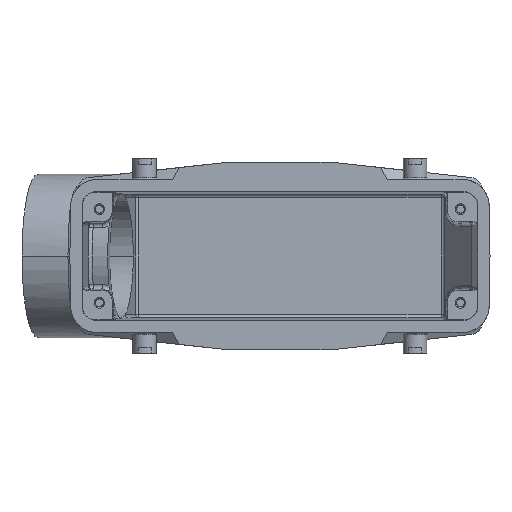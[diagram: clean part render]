
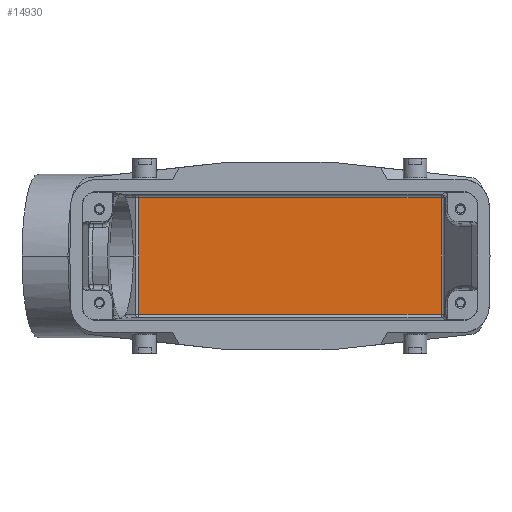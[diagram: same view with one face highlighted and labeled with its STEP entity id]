
A CAD part, front view. The second image highlights one B-rep face of the part: STEP entity #14930.
In plain terms, the highlighted planar face has unit normal (0, -1, 0).
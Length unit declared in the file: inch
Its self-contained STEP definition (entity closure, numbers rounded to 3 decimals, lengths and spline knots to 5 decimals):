
#5370=DIRECTION('',(0.,0.,-1.));
#5371=VECTOR('',#5370,1.31858);
#5372=CARTESIAN_POINT('',(-1.60187,2.51969,
0.65929));
#5373=LINE('',#5372,#5371);
#5397=DIRECTION('',(-1.,0.,0.));
#5398=VECTOR('',#5397,3.42864);
#5399=CARTESIAN_POINT('',(1.82677,2.51969,0.65929));
#5400=LINE('',#5399,#5398);
#5439=DIRECTION('',(0.,0.,1.));
#5440=VECTOR('',#5439,1.31858);
#5441=CARTESIAN_POINT('',(1.82677,2.51969,
-0.65929));
#5442=LINE('',#5441,#5440);
#5542=DIRECTION('',(1.,0.,0.));
#5543=VECTOR('',#5542,3.42864);
#5544=CARTESIAN_POINT('',(-1.60187,2.51969,
-0.65929));
#5545=LINE('',#5544,#5543);
#6716=CARTESIAN_POINT('',(-1.60187,2.51969,
0.65929));
#6717=VERTEX_POINT('',#6716);
#6718=CARTESIAN_POINT('',(-1.60187,2.51969,
-0.65929));
#6719=VERTEX_POINT('',#6718);
#6720=CARTESIAN_POINT('',(1.82677,2.51969,0.65929));
#6721=VERTEX_POINT('',#6720);
#6722=CARTESIAN_POINT('',(1.82677,2.51969,
-0.65929));
#6723=VERTEX_POINT('',#6722);
#14919=CARTESIAN_POINT('',(-1.95659,2.51969,
-0.84646));
#14920=DIRECTION('',(0.,-1.,0.));
#14921=DIRECTION('',(0.,0.,-1.));
#14922=AXIS2_PLACEMENT_3D('',#14919,#14920,#14921);
#14923=PLANE('',#14922);
#14924=ORIENTED_EDGE('',*,*,#14733,.F.);
#14925=ORIENTED_EDGE('',*,*,#14784,.F.);
#14926=ORIENTED_EDGE('',*,*,#14901,.F.);
#14927=ORIENTED_EDGE('',*,*,#14703,.F.);
#14928=EDGE_LOOP('',(#14924,#14925,#14926,#14927));
#14929=FACE_OUTER_BOUND('',#14928,.F.);
#14930=ADVANCED_FACE('',(#14929),#14923,.T.);
#14703=EDGE_CURVE('',#6717,#6719,#5373,.T.);
#14733=EDGE_CURVE('',#6721,#6717,#5400,.T.);
#14784=EDGE_CURVE('',#6723,#6721,#5442,.T.);
#14901=EDGE_CURVE('',#6719,#6723,#5545,.T.);
